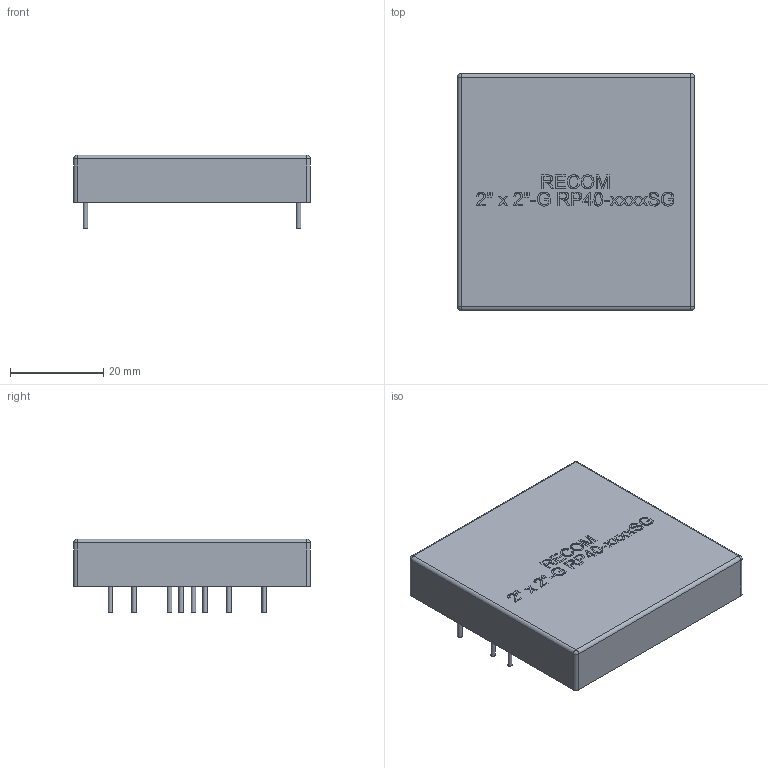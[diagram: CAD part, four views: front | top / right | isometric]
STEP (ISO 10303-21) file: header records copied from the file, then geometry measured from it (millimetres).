
FILE_DESCRIPTION( ( 'Unknown' ), '1' );
FILE_NAME( '2zx2z-G_RP40-SG.stp', 'Unknown', ( 'Unknown' ), ( 'Unknown' ), 'XStep 1.0', 'Unknown', ' ' );
FILE_SCHEMA( ( 'automotive_design' ) );
Length unit declared in the file: millimetre
Products named in the file (1): 1
Bounding box: 50.8 x 50.8 x 15.8 mm (x, y, z)
Volume: 26328.4 mm3; surface area: 7315.4 mm2
Topology: 1 solids, 1 shells, 262 faces, 652 edges, 428 vertices
Faces by surface type: plane 198, extrusion 43, cylinder 17, sphere 4
Full cylindrical faces by diameter (mm): 1 x9
Entity records: 11759 total; most frequent: CARTESIAN_POINT 4208, ORIENTED_EDGE 1270, DIRECTION 762, EDGE_CURVE 635, B_SPLINE_CURVE_WITH_KNOTS 433, VERTEX_POINT 428, EDGE_LOOP 315, FACE_OUTER_BOUND 275
